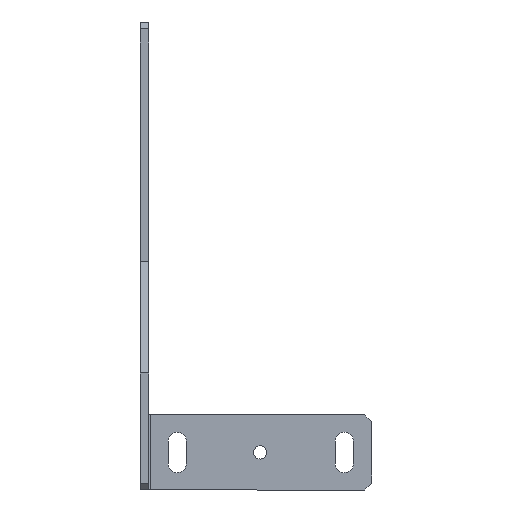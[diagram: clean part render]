
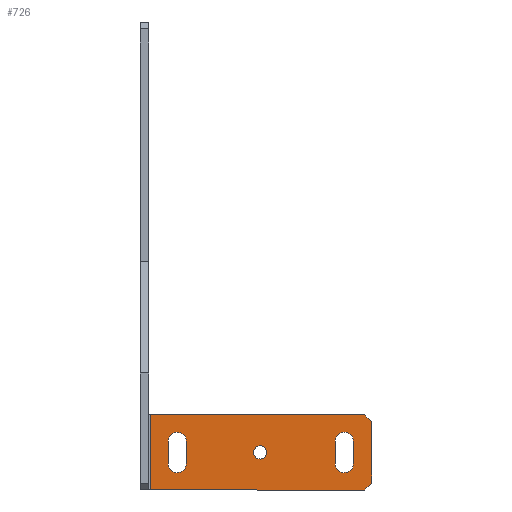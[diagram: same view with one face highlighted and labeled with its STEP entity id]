
A CAD part, left-side view. The second image highlights one B-rep face of the part: STEP entity #726.
In plain terms, the highlighted planar face has unit normal (-1, 0, 0).
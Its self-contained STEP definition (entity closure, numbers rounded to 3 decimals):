
#1 = DIRECTION ( 'NONE',  ( -1., 0., 0. ) ) ;
#5 = VECTOR ( 'NONE', #42, 1000. ) ;
#11 = CIRCLE ( 'NONE', #927, 3.25 ) ;
#15 = CARTESIAN_POINT ( 'NONE',  ( -3., 26.5, -4. ) ) ;
#21 = VERTEX_POINT ( 'NONE', #66 ) ;
#30 = CARTESIAN_POINT ( 'NONE',  ( -3., 0., 0. ) ) ;
#42 = DIRECTION ( 'NONE',  ( 0., -0.707, 0.707 ) ) ;
#43 = VECTOR ( 'NONE', #626, 1000. ) ;
#45 = ORIENTED_EDGE ( 'NONE', *, *, #778, .F. ) ;
#66 = CARTESIAN_POINT ( 'NONE',  ( -3., 0., -2.4 ) ) ;
#68 = ORIENTED_EDGE ( 'NONE', *, *, #1424, .F. ) ;
#80 = DIRECTION ( 'NONE',  ( 0., 1., 0. ) ) ;
#84 = CARTESIAN_POINT ( 'NONE',  ( -3., 29.75, 4. ) ) ;
#93 = CARTESIAN_POINT ( 'NONE',  ( -3., -30.25, 4. ) ) ;
#114 = VECTOR ( 'NONE', #518, 1000. ) ;
#141 = CARTESIAN_POINT ( 'NONE',  ( -3., -37.5, 13.5 ) ) ;
#156 = CARTESIAN_POINT ( 'NONE',  ( -3., 39.5, 13.5 ) ) ;
#166 = AXIS2_PLACEMENT_3D ( 'NONE', #624, #1, #879 ) ;
#168 = CIRCLE ( 'NONE', #554, 3.25 ) ;
#177 = DIRECTION ( 'NONE',  ( -1., 0., 0. ) ) ;
#188 = DIRECTION ( 'NONE',  ( 0., 0., -1. ) ) ;
#197 = VERTEX_POINT ( 'NONE', #1580 ) ;
#219 = VERTEX_POINT ( 'NONE', #732 ) ;
#235 = ORIENTED_EDGE ( 'NONE', *, *, #1086, .F. ) ;
#253 = CARTESIAN_POINT ( 'NONE',  ( -3., 29.75, -4. ) ) ;
#268 = DIRECTION ( 'NONE',  ( 0., 0., 1. ) ) ;
#272 = AXIS2_PLACEMENT_3D ( 'NONE', #1313, #699, #332 ) ;
#283 = ORIENTED_EDGE ( 'NONE', *, *, #928, .F. ) ;
#286 = CARTESIAN_POINT ( 'NONE',  ( -3., -40., -11. ) ) ;
#332 = DIRECTION ( 'NONE',  ( 0., 0., 1. ) ) ;
#337 = EDGE_CURVE ( 'NONE', #729, #1245, #1370, .T. ) ;
#338 = VERTEX_POINT ( 'NONE', #1378 ) ;
#350 = DIRECTION ( 'NONE',  ( 0., 0., -1. ) ) ;
#365 = FACE_BOUND ( 'NONE', #638, .T. ) ;
#389 = DIRECTION ( 'NONE',  ( 0., -1., 0. ) ) ;
#396 = PLANE ( 'NONE',  #841 ) ;
#402 = DIRECTION ( 'NONE',  ( 0., 0.707, 0.707 ) ) ;
#403 = CIRCLE ( 'NONE', #1004, 3.25 ) ;
#412 = ORIENTED_EDGE ( 'NONE', *, *, #1333, .F. ) ;
#430 = AXIS2_PLACEMENT_3D ( 'NONE', #1115, #500, #853 ) ;
#434 = ORIENTED_EDGE ( 'NONE', *, *, #1594, .F. ) ;
#466 = EDGE_CURVE ( 'NONE', #1066, #1095, #1408, .T. ) ;
#495 = ORIENTED_EDGE ( 'NONE', *, *, #550, .F. ) ;
#499 = FACE_BOUND ( 'NONE', #1264, .T. ) ;
#500 = DIRECTION ( 'NONE',  ( -1., 0., 0. ) ) ;
#506 = VECTOR ( 'NONE', #389, 1000. ) ;
#516 = ORIENTED_EDGE ( 'NONE', *, *, #665, .F. ) ;
#518 = DIRECTION ( 'NONE',  ( 0., 0., 1. ) ) ;
#524 = CARTESIAN_POINT ( 'NONE',  ( -3., -37.5, -13.5 ) ) ;
#530 = ORIENTED_EDGE ( 'NONE', *, *, #1515, .F. ) ;
#533 = CARTESIAN_POINT ( 'NONE',  ( -3., -33.5, -4. ) ) ;
#550 = EDGE_CURVE ( 'NONE', #197, #1512, #1467, .T. ) ;
#554 = AXIS2_PLACEMENT_3D ( 'NONE', #93, #1592, #728 ) ;
#566 = CARTESIAN_POINT ( 'NONE',  ( -3., -30.25, -4. ) ) ;
#571 = EDGE_CURVE ( 'NONE', #219, #1491, #1326, .T. ) ;
#574 = DIRECTION ( 'NONE',  ( 0., 0., 1. ) ) ;
#578 = VERTEX_POINT ( 'NONE', #617 ) ;
#580 = VECTOR ( 'NONE', #1597, 1000. ) ;
#586 = CIRCLE ( 'NONE', #272, 3.25 ) ;
#600 = ORIENTED_EDGE ( 'NONE', *, *, #829, .F. ) ;
#617 = CARTESIAN_POINT ( 'NONE',  ( -3., -30.25, 7.25 ) ) ;
#620 = ORIENTED_EDGE ( 'NONE', *, *, #1563, .F. ) ;
#624 = CARTESIAN_POINT ( 'NONE',  ( -3., -30.25, 4. ) ) ;
#626 = DIRECTION ( 'NONE',  ( 0., 0., 1. ) ) ;
#636 = LINE ( 'NONE', #1498, #506 ) ;
#638 = EDGE_LOOP ( 'NONE', ( #434, #412 ) ) ;
#639 = AXIS2_PLACEMENT_3D ( 'NONE', #84, #1441, #1317 ) ;
#640 = CARTESIAN_POINT ( 'NONE',  ( -3., 0., 0. ) ) ;
#643 = CARTESIAN_POINT ( 'NONE',  ( -3., -33.5, -4. ) ) ;
#651 = DIRECTION ( 'NONE',  ( 0., 0., -1. ) ) ;
#658 = EDGE_CURVE ( 'NONE', #1308, #1245, #1121, .T. ) ;
#663 = VERTEX_POINT ( 'NONE', #533 ) ;
#664 = CIRCLE ( 'NONE', #1080, 2.4 ) ;
#665 = EDGE_CURVE ( 'NONE', #663, #1398, #887, .T. ) ;
#667 = CARTESIAN_POINT ( 'NONE',  ( -3., 26.5, -4. ) ) ;
#680 = CARTESIAN_POINT ( 'NONE',  ( -3., -37.5, 13.5 ) ) ;
#683 = CARTESIAN_POINT ( 'NONE',  ( -3., 33., -4. ) ) ;
#691 = VECTOR ( 'NONE', #80, 1000. ) ;
#699 = DIRECTION ( 'NONE',  ( -1., 0., 0. ) ) ;
#726 = ADVANCED_FACE ( 'NONE', ( #365, #499, #867, #1514 ), #396, .F. ) ;
#728 = DIRECTION ( 'NONE',  ( 0., 0., -1. ) ) ;
#729 = VERTEX_POINT ( 'NONE', #524 ) ;
#732 = CARTESIAN_POINT ( 'NONE',  ( -3., 33., 4. ) ) ;
#747 = CARTESIAN_POINT ( 'NONE',  ( -3., -40., -11. ) ) ;
#756 = EDGE_CURVE ( 'NONE', #1398, #578, #1232, .T. ) ;
#761 = CARTESIAN_POINT ( 'NONE',  ( -3., 29.75, 7.25 ) ) ;
#768 = VECTOR ( 'NONE', #350, 1000. ) ;
#778 = EDGE_CURVE ( 'NONE', #1491, #836, #11, .T. ) ;
#781 = ORIENTED_EDGE ( 'NONE', *, *, #337, .T. ) ;
#784 = ORIENTED_EDGE ( 'NONE', *, *, #1229, .F. ) ;
#815 = VERTEX_POINT ( 'NONE', #680 ) ;
#829 = EDGE_CURVE ( 'NONE', #1512, #663, #403, .T. ) ;
#836 = VERTEX_POINT ( 'NONE', #667 ) ;
#841 = AXIS2_PLACEMENT_3D ( 'NONE', #30, #1359, #1239 ) ;
#853 = DIRECTION ( 'NONE',  ( 0., 0., 1. ) ) ;
#867 = FACE_BOUND ( 'NONE', #874, .T. ) ;
#868 = VECTOR ( 'NONE', #651, 1000. ) ;
#874 = EDGE_LOOP ( 'NONE', ( #620, #45, #1274, #68, #283 ) ) ;
#879 = DIRECTION ( 'NONE',  ( 0., 0., -1. ) ) ;
#887 = LINE ( 'NONE', #643, #114 ) ;
#927 = AXIS2_PLACEMENT_3D ( 'NONE', #253, #1384, #1246 ) ;
#928 = EDGE_CURVE ( 'NONE', #338, #1392, #1332, .T. ) ;
#957 = CARTESIAN_POINT ( 'NONE',  ( -3., -27., -4. ) ) ;
#1004 = AXIS2_PLACEMENT_3D ( 'NONE', #566, #1431, #188 ) ;
#1007 = VECTOR ( 'NONE', #402, 1000. ) ;
#1035 = ORIENTED_EDGE ( 'NONE', *, *, #658, .F. ) ;
#1066 = VERTEX_POINT ( 'NONE', #1489 ) ;
#1069 = LINE ( 'NONE', #1550, #691 ) ;
#1078 = EDGE_LOOP ( 'NONE', ( #1035, #1331, #235, #1325, #530, #781 ) ) ;
#1080 = AXIS2_PLACEMENT_3D ( 'NONE', #640, #177, #268 ) ;
#1086 = EDGE_CURVE ( 'NONE', #1095, #815, #636, .T. ) ;
#1095 = VERTEX_POINT ( 'NONE', #156 ) ;
#1115 = CARTESIAN_POINT ( 'NONE',  ( -3., 0., 0. ) ) ;
#1121 = LINE ( 'NONE', #1157, #868 ) ;
#1131 = LINE ( 'NONE', #15, #43 ) ;
#1157 = CARTESIAN_POINT ( 'NONE',  ( -3., -40., 13.5 ) ) ;
#1229 = EDGE_CURVE ( 'NONE', #578, #197, #168, .T. ) ;
#1232 = CIRCLE ( 'NONE', #166, 3.25 ) ;
#1234 = CARTESIAN_POINT ( 'NONE',  ( -3., 33., -4. ) ) ;
#1239 = DIRECTION ( 'NONE',  ( 0., 0., -1. ) ) ;
#1245 = VERTEX_POINT ( 'NONE', #747 ) ;
#1246 = DIRECTION ( 'NONE',  ( 0., 0., 1. ) ) ;
#1253 = LINE ( 'NONE', #141, #1007 ) ;
#1264 = EDGE_LOOP ( 'NONE', ( #516, #600, #495, #784, #1373 ) ) ;
#1274 = ORIENTED_EDGE ( 'NONE', *, *, #571, .F. ) ;
#1287 = CARTESIAN_POINT ( 'NONE',  ( -3., -40., 11. ) ) ;
#1304 = EDGE_CURVE ( 'NONE', #1308, #815, #1253, .T. ) ;
#1308 = VERTEX_POINT ( 'NONE', #1287 ) ;
#1309 = CIRCLE ( 'NONE', #430, 2.4 ) ;
#1313 = CARTESIAN_POINT ( 'NONE',  ( -3., 29.75, 4. ) ) ;
#1317 = DIRECTION ( 'NONE',  ( 0., 0., 1. ) ) ;
#1321 = VERTEX_POINT ( 'NONE', #1484 ) ;
#1325 = ORIENTED_EDGE ( 'NONE', *, *, #466, .F. ) ;
#1326 = LINE ( 'NONE', #1234, #580 ) ;
#1331 = ORIENTED_EDGE ( 'NONE', *, *, #1304, .T. ) ;
#1332 = CIRCLE ( 'NONE', #639, 3.25 ) ;
#1333 = EDGE_CURVE ( 'NONE', #21, #1321, #664, .T. ) ;
#1359 = DIRECTION ( 'NONE',  ( 1., 0., 0. ) ) ;
#1370 = LINE ( 'NONE', #286, #5 ) ;
#1373 = ORIENTED_EDGE ( 'NONE', *, *, #756, .F. ) ;
#1378 = CARTESIAN_POINT ( 'NONE',  ( -3., 26.5, 4. ) ) ;
#1384 = DIRECTION ( 'NONE',  ( -1., 0., 0. ) ) ;
#1392 = VERTEX_POINT ( 'NONE', #761 ) ;
#1398 = VERTEX_POINT ( 'NONE', #1511 ) ;
#1408 = LINE ( 'NONE', #1536, #1432 ) ;
#1424 = EDGE_CURVE ( 'NONE', #1392, #219, #586, .T. ) ;
#1431 = DIRECTION ( 'NONE',  ( -1., 0., 0. ) ) ;
#1432 = VECTOR ( 'NONE', #574, 1000. ) ;
#1441 = DIRECTION ( 'NONE',  ( -1., 0., 0. ) ) ;
#1467 = LINE ( 'NONE', #1480, #768 ) ;
#1480 = CARTESIAN_POINT ( 'NONE',  ( -3., -27., -4. ) ) ;
#1484 = CARTESIAN_POINT ( 'NONE',  ( -3., 0., 2.4 ) ) ;
#1489 = CARTESIAN_POINT ( 'NONE',  ( -3., 39.5, -13.5 ) ) ;
#1491 = VERTEX_POINT ( 'NONE', #683 ) ;
#1498 = CARTESIAN_POINT ( 'NONE',  ( -3., 40., 13.5 ) ) ;
#1511 = CARTESIAN_POINT ( 'NONE',  ( -3., -33.5, 4. ) ) ;
#1512 = VERTEX_POINT ( 'NONE', #957 ) ;
#1514 = FACE_OUTER_BOUND ( 'NONE', #1078, .T. ) ;
#1515 = EDGE_CURVE ( 'NONE', #729, #1066, #1069, .T. ) ;
#1536 = CARTESIAN_POINT ( 'NONE',  ( -3., 39.5, -13.5 ) ) ;
#1550 = CARTESIAN_POINT ( 'NONE',  ( -3., 40., -13.5 ) ) ;
#1563 = EDGE_CURVE ( 'NONE', #836, #338, #1131, .T. ) ;
#1580 = CARTESIAN_POINT ( 'NONE',  ( -3., -27., 4. ) ) ;
#1592 = DIRECTION ( 'NONE',  ( -1., 0., 0. ) ) ;
#1594 = EDGE_CURVE ( 'NONE', #1321, #21, #1309, .T. ) ;
#1597 = DIRECTION ( 'NONE',  ( 0., 0., -1. ) ) ;
